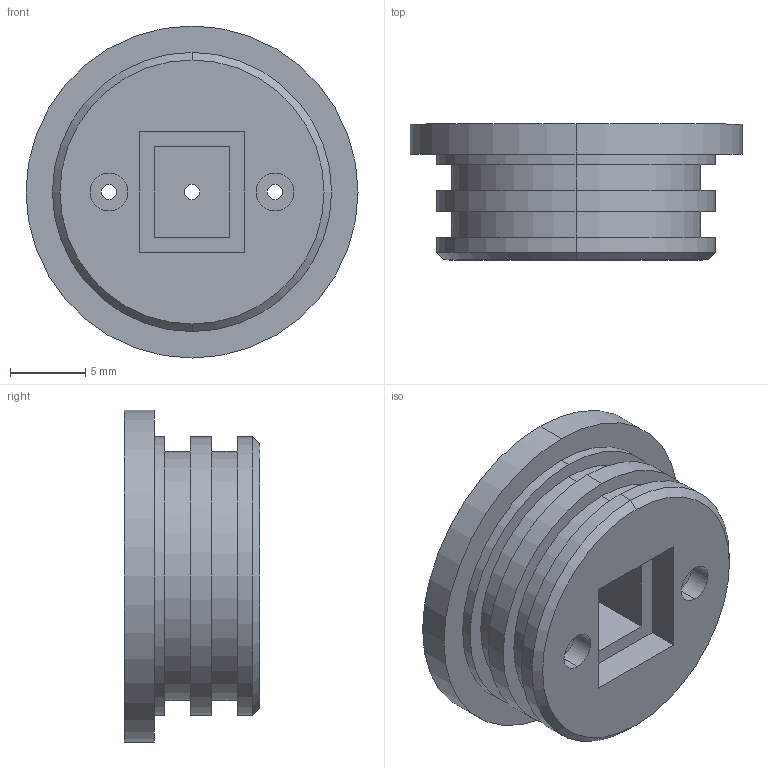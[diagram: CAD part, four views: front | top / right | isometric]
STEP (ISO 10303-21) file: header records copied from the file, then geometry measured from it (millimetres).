
FILE_DESCRIPTION (( 'STEP AP203' ), '1' );
FILE_NAME ('5#.STEP', '2023-01-16T11:42:33', ( '' ), ( '' ), 'SwSTEP 2.0', 'SolidWorks 2018', '' );
FILE_SCHEMA (( 'CONFIG_CONTROL_DESIGN' ));
Length unit declared in the file: millimetre
Products named in the file (1): 5#
Bounding box: 22 x 9 x 22 mm (x, y, z)
Volume: 2137.1 mm3; surface area: 1752.4 mm2
Topology: 1 solids, 1 shells, 49 faces, 106 edges, 70 vertices
Faces by surface type: cylinder 26, plane 21, cone 2
Entity records: 1447 total; most frequent: DIRECTION 260, CARTESIAN_POINT 226, ORIENTED_EDGE 212, EDGE_CURVE 106, AXIS2_PLACEMENT_3D 104, VERTEX_POINT 70, EDGE_LOOP 66, CIRCLE 54
